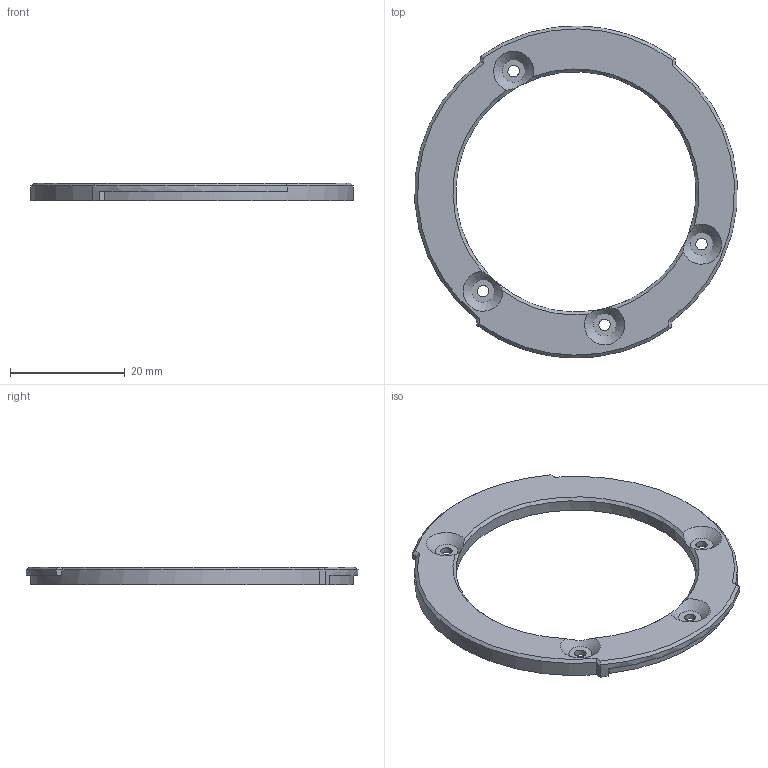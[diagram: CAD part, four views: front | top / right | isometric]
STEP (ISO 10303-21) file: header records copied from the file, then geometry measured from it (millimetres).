
FILE_DESCRIPTION(/* description */ (''),/* implementation_level */ '2;1');
FILE_NAME(/* name */ 'sam7_5_MFT-LM_facePlate',/* time_stamp */ '2023-12-07T12:48:11-05:00',/* author */ ('George Moua'),/* organization */ ('Archive 663'),/* preprocessor_version */ 'ST-DEVELOPER v16.7',/* originating_system */ 'Solid Edge',/* authorisation */ 'Unknown');
FILE_SCHEMA (('AUTOMOTIVE_DESIGN {1 0 10303 214 3 1 1}'));
Length unit declared in the file: millimetre
Products named in the file (2): sam7_5_MFT-LM; sam7_5_MFT-LM_faceplate
Assembly tree (1 placements, depth 2):
  sam7_5_MFT-LM
    sam7_5_MFT-LM_faceplate
Bounding box: 56.29 x 57.99 x 3.1 mm (x, y, z)
Volume: 2954.4 mm3; surface area: 3268.6 mm2
Topology: 1 solids, 1 shells, 41 faces, 111 edges, 73 vertices
Faces by surface type: plane 19, cone 12, cylinder 10
Full cylindrical faces by diameter (mm): 2 x4, 42 x1, 51 x1
Entity records: 1257 total; most frequent: CARTESIAN_POINT 261, DIRECTION 200, ORIENTED_EDGE 182, EDGE_CURVE 91, AXIS2_PLACEMENT_3D 86, VERTEX_POINT 63, EDGE_LOOP 62, FACE_BOUND 62
